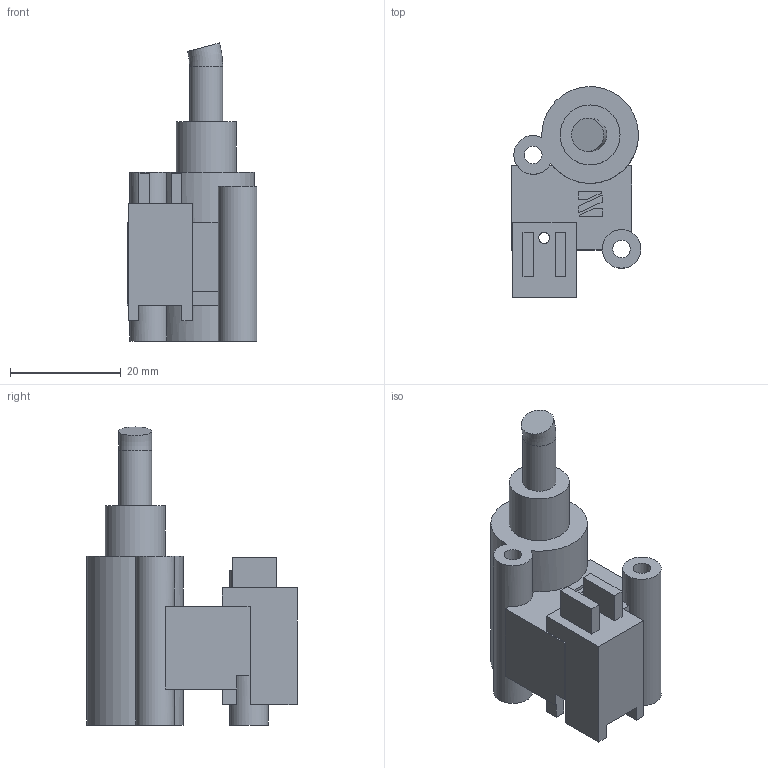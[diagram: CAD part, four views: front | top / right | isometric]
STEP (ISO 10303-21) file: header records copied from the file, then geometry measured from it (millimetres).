
FILE_DESCRIPTION(('STEP AP214'),'1');
FILE_NAME('Nimble Mockup right.stp','2017-02-28T07:41:48',(' '),(' '),'Spatial InterOp 3D',' ',' ');
FILE_SCHEMA(('automotive_design'));
Length unit declared in the file: millimetre
Products named in the file (1): Part292
Bounding box: 23.5 x 38.05 x 53.93 mm (x, y, z)
Volume: 16519.4 mm3; surface area: 6385.2 mm2
Topology: 1 solids, 1 shells, 83 faces, 221 edges, 147 vertices
Faces by surface type: plane 62, cylinder 20, torus 1
Full cylindrical faces by diameter (mm): 2 x1, 3.2 x2, 6 x1, 7 x1, 10.847 x1
Entity records: 3228 total; most frequent: CARTESIAN_POINT 443, DIRECTION 430, ORIENTED_EDGE 426, EDGE_CURVE 213, LINE 164, VECTOR 164, VERTEX_POINT 146, AXIS2_PLACEMENT_3D 133
